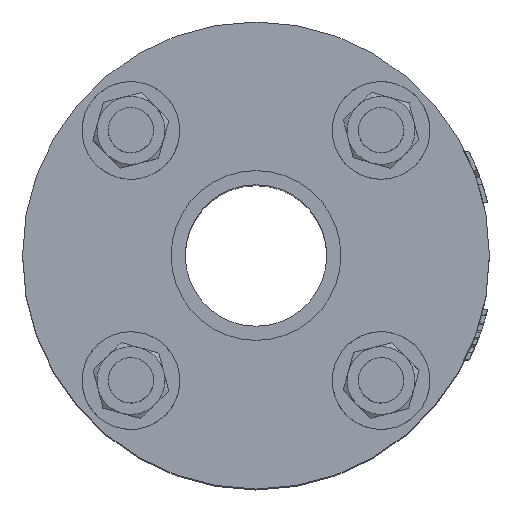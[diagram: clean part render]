
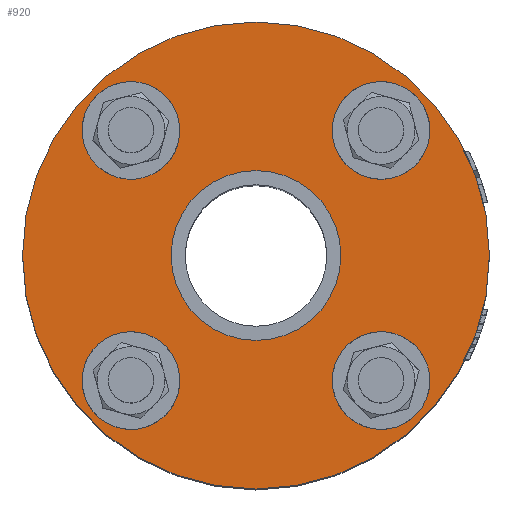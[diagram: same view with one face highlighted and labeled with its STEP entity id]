
A CAD part, top view. The second image highlights one B-rep face of the part: STEP entity #920.
In plain terms, the highlighted planar face has unit normal (0, 0, 1).
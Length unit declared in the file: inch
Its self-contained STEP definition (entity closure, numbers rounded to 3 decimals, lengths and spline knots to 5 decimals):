
#105 = EDGE_CURVE ( 'NONE', #6792, #6792, #10274, .T. ) ;
#133 = EDGE_CURVE ( 'NONE', #6798, #6798, #10283, .T. ) ;
#321 = AXIS2_PLACEMENT_3D ( 'NONE', #2253, #2342, #2261 ) ;
#332 = AXIS2_PLACEMENT_3D ( 'NONE', #2202, #2247, #2300 ) ;
#474 = AXIS2_PLACEMENT_3D ( 'NONE', #6091, #6092, #6093 ) ;
#486 = AXIS2_PLACEMENT_3D ( 'NONE', #6168, #6169, #6170 ) ;
#503 = AXIS2_PLACEMENT_3D ( 'NONE', #6994, #6995, #6996 ) ;
#542 = AXIS2_PLACEMENT_3D ( 'NONE', #7236, #7237, #7238 ) ;
#903 = EDGE_CURVE ( 'NONE', #6846, #6846, #4294, .T. ) ;
#920 = ADVANCED_FACE ( 'NONE', ( #4309, #4310, #4312, #4311, #4313, #4314 ), #6163, .F. ) ;
#957 = EDGE_CURVE ( 'NONE', #6850, #6850, #4377, .T. ) ;
#1019 = EDGE_CURVE ( 'NONE', #6853, #6853, #4470, .T. ) ;
#1938 = EDGE_LOOP ( 'NONE', ( #3626 ) ) ;
#2202 = CARTESIAN_POINT ( 'NONE',  ( 1.4086, 2.68985, 4.37199 ) ) ;
#2247 = DIRECTION ( 'NONE',  ( 0., 0., -1. ) ) ;
#2253 = CARTESIAN_POINT ( 'NONE',  ( -0.33133, 0.94993, 4.37199 ) ) ;
#2261 = DIRECTION ( 'NONE',  ( -1., 0., 0. ) ) ;
#2300 = DIRECTION ( 'NONE',  ( -1., 0., 0. ) ) ;
#2342 = DIRECTION ( 'NONE',  ( 0., 0., -1. ) ) ;
#3096 = EDGE_CURVE ( 'NONE', #6874, #6874, #4724, .T. ) ;
#3165 = EDGE_LOOP ( 'NONE', ( #3666 ) ) ;
#3186 = EDGE_LOOP ( 'NONE', ( #3669 ) ) ;
#3275 = EDGE_LOOP ( 'NONE', ( #3667 ) ) ;
#3278 = EDGE_LOOP ( 'NONE', ( #3573 ) ) ;
#3347 = EDGE_LOOP ( 'NONE', ( #3565 ) ) ;
#3565 = ORIENTED_EDGE ( 'NONE', *, *, #957, .F. ) ;
#3573 = ORIENTED_EDGE ( 'NONE', *, *, #1019, .F. ) ;
#3626 = ORIENTED_EDGE ( 'NONE', *, *, #903, .F. ) ;
#3666 = ORIENTED_EDGE ( 'NONE', *, *, #3096, .F. ) ;
#3667 = ORIENTED_EDGE ( 'NONE', *, *, #105, .T. ) ;
#3669 = ORIENTED_EDGE ( 'NONE', *, *, #133, .T. ) ;
#4294 = CIRCLE ( 'NONE', #474, 0.67913 ) ;
#4309 = FACE_BOUND ( 'NONE', #3275, .T. ) ;
#4310 = FACE_BOUND ( 'NONE', #1938, .T. ) ;
#4311 = FACE_BOUND ( 'NONE', #3347, .T. ) ;
#4312 = FACE_OUTER_BOUND ( 'NONE', #3165, .T. ) ;
#4313 = FACE_BOUND ( 'NONE', #3278, .T. ) ;
#4314 = FACE_BOUND ( 'NONE', #3186, .T. ) ;
#4377 = CIRCLE ( 'NONE', #503, 0.67913 ) ;
#4470 = CIRCLE ( 'NONE', #542, 0.67913 ) ;
#4724 = CIRCLE ( 'NONE', #4880, 3.24803 ) ;
#4880 = AXIS2_PLACEMENT_3D ( 'NONE', #8642, #8643, #8644 ) ;
#6091 = CARTESIAN_POINT ( 'NONE',  ( -2.07125, -0.79, 4.37199 ) ) ;
#6092 = DIRECTION ( 'NONE',  ( 0., 0., 1. ) ) ;
#6093 = DIRECTION ( 'NONE',  ( -1., 0., 0. ) ) ;
#6163 = PLANE ( 'NONE',  #486 ) ;
#6168 = CARTESIAN_POINT ( 'NONE',  ( -0.33133, 0.94993, 4.37199 ) ) ;
#6169 = DIRECTION ( 'NONE',  ( 0., 0., -1. ) ) ;
#6170 = DIRECTION ( 'NONE',  ( 1., 0., 0. ) ) ;
#6792 = VERTEX_POINT ( 'NONE', #11712 ) ;
#6798 = VERTEX_POINT ( 'NONE', #11718 ) ;
#6846 = VERTEX_POINT ( 'NONE', #11766 ) ;
#6850 = VERTEX_POINT ( 'NONE', #11770 ) ;
#6853 = VERTEX_POINT ( 'NONE', #11773 ) ;
#6874 = VERTEX_POINT ( 'NONE', #11794 ) ;
#6994 = CARTESIAN_POINT ( 'NONE',  ( 1.4086, -0.79, 4.37199 ) ) ;
#6995 = DIRECTION ( 'NONE',  ( 0., 0., 1. ) ) ;
#6996 = DIRECTION ( 'NONE',  ( -1., 0., 0. ) ) ;
#7236 = CARTESIAN_POINT ( 'NONE',  ( -2.07125, 2.68985, 4.37199 ) ) ;
#7237 = DIRECTION ( 'NONE',  ( 0., 0., 1. ) ) ;
#7238 = DIRECTION ( 'NONE',  ( -1., 0., 0. ) ) ;
#8642 = CARTESIAN_POINT ( 'NONE',  ( -0.33133, 0.94993, 4.37199 ) ) ;
#8643 = DIRECTION ( 'NONE',  ( 0., 0., -1. ) ) ;
#8644 = DIRECTION ( 'NONE',  ( 1., 0., 0. ) ) ;
#10274 = CIRCLE ( 'NONE', #321, 1.1811 ) ;
#10283 = CIRCLE ( 'NONE', #332, 0.67913 ) ;
#11712 = CARTESIAN_POINT ( 'NONE',  ( -1.51243, 0.94993, 4.37199 ) ) ;
#11718 = CARTESIAN_POINT ( 'NONE',  ( 0.72947, 2.68985, 4.37199 ) ) ;
#11766 = CARTESIAN_POINT ( 'NONE',  ( -2.75039, -0.79, 4.37199 ) ) ;
#11770 = CARTESIAN_POINT ( 'NONE',  ( 0.72947, -0.79, 4.37199 ) ) ;
#11773 = CARTESIAN_POINT ( 'NONE',  ( -2.75039, 2.68985, 4.37199 ) ) ;
#11794 = CARTESIAN_POINT ( 'NONE',  ( 2.91671, 0.94993, 4.37199 ) ) ;
